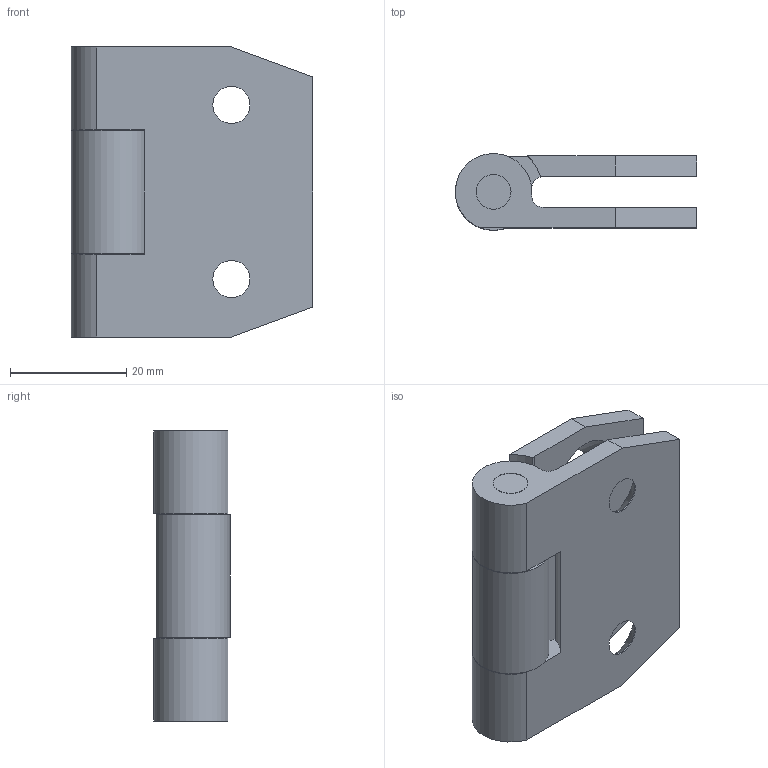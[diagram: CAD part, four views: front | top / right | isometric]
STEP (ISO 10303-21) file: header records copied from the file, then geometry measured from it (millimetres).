
FILE_DESCRIPTION( ( 'STEP AP214' ), '1' );
FILE_NAME( 'K1141.063535500.stp', '2020-12-10T10:23:45', ( '' ), ( '' ), ' ', 'PARTsolutions', ' ' );
FILE_SCHEMA( ( 'AUTOMOTIVE_DESIGN { 1 0 10303 214 1 1 1 1 }' ) );
Length unit declared in the file: millimetre
Products named in the file (1): _K1141.063535500
Bounding box: 41.6 x 13.18 x 50 mm (x, y, z)
Volume: 15449.7 mm3; surface area: 8907 mm2
Topology: 1 solids, 1 shells, 41 faces, 102 edges, 67 vertices
Faces by surface type: plane 20, cylinder 17, cone 4
Full cylindrical faces by diameter (mm): 6 x4, 6.4 x4
Entity records: 1527 total; most frequent: DIRECTION 213, CARTESIAN_POINT 197, ORIENTED_EDGE 178, EDGE_CURVE 89, AXIS2_PLACEMENT_3D 82, EDGE_LOOP 67, VERTEX_POINT 66, FACE_OUTER_BOUND 49
